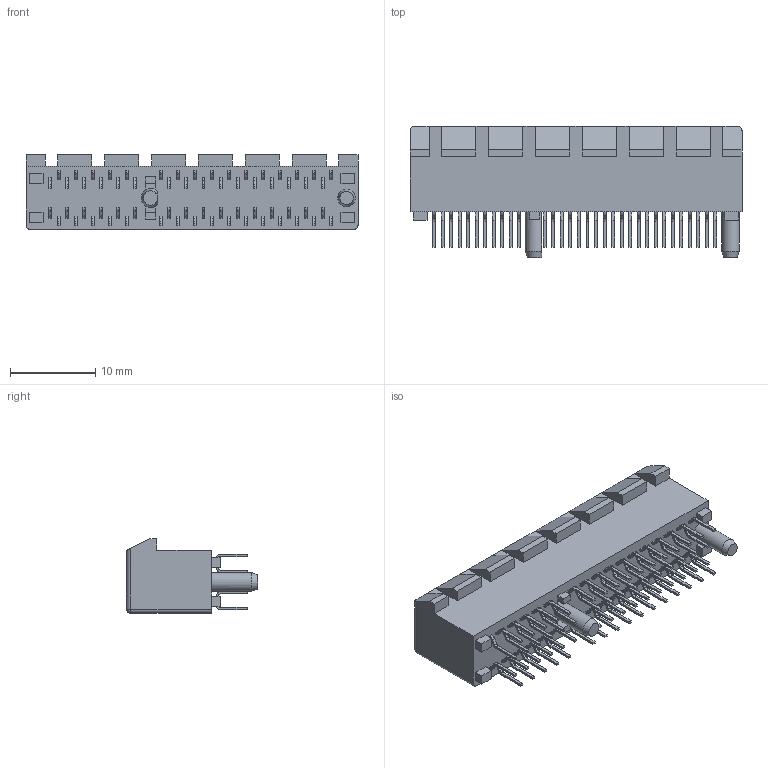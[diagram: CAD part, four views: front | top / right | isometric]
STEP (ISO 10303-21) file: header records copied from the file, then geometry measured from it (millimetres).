
FILE_DESCRIPTION(/* description */ (''),/* implementation_level */ '2;1');
FILE_NAME(/* name */ '10018783-x0xx1-64c.step',/* time_stamp */ '2025-08-16T08:50:43-07:00',/* author */ (''),/* organization */ (''),/* preprocessor_version */ 'ST-DEVELOPER v20.1',/* originating_system */ 'Autodesk Translation Framework v14.10.0.0',/* authorisation */ '');
FILE_SCHEMA (('AUTOMOTIVE_DESIGN { 1 0 10303 214 3 1 1 }'));
Length unit declared in the file: millimetre
Products named in the file (1): 64P-C
Bounding box: 39 x 15.4 x 8.8 mm (x, y, z)
Volume: 2583.8 mm3; surface area: 2808.5 mm2
Topology: 65 solids, 65 shells, 1136 faces, 2962 edges, 1964 vertices
Faces by surface type: plane 741, cylinder 391, cone 2, sphere 2
Full cylindrical faces by diameter (mm): 2.05 x1
Entity records: 35102 total; most frequent: CARTESIAN_POINT 6111, DIRECTION 6023, ORIENTED_EDGE 5924, EDGE_CURVE 2962, LINE 2171, VECTOR 2171, VERTEX_POINT 1964, AXIS2_PLACEMENT_3D 1926
